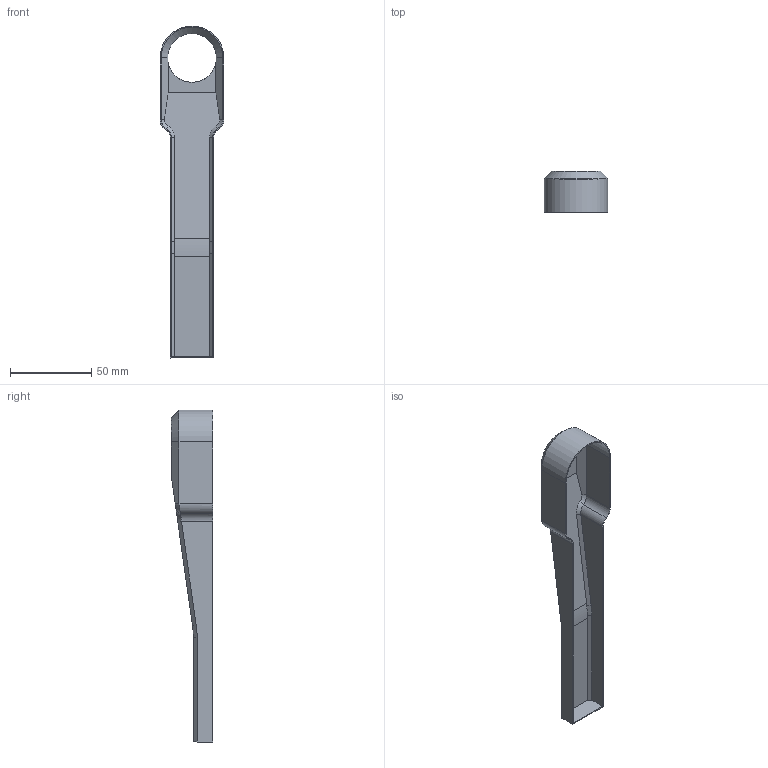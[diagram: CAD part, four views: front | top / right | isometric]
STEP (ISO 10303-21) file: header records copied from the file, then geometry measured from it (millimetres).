
FILE_DESCRIPTION(/* description */ (''),/* implementation_level */ '2;1');
FILE_NAME(/* name */ 'ArmCover.stp',/* time_stamp */ '2015-05-12T06:51:58-07:00',/* author */ ('Admin'),/* organization */ (''),/* preprocessor_version */ 'ST-DEVELOPER v16.1',/* originating_system */ 'Autodesk Inventor 2016',/* authorisation */ '');
FILE_SCHEMA (('AUTOMOTIVE_DESIGN { 1 0 10303 214 3 1 1 }'));
Length unit declared in the file: inch
Products named in the file (1): ArmCover
Bounding box: 39.37 x 25.4 x 204.74 mm (x, y, z)
Volume: 8005.9 mm3; surface area: 25581.4 mm2
Topology: 1 solids, 1 shells, 64 faces, 177 edges, 115 vertices
Faces by surface type: plane 29, cylinder 17, bspline 16, cone 2
Full cylindrical faces by diameter (mm): 30 x1
Entity records: 2472 total; most frequent: CARTESIAN_POINT 916, ORIENTED_EDGE 352, DIRECTION 266, EDGE_CURVE 176, VERTEX_POINT 115, LINE 92, VECTOR 92, AXIS2_PLACEMENT_3D 87
